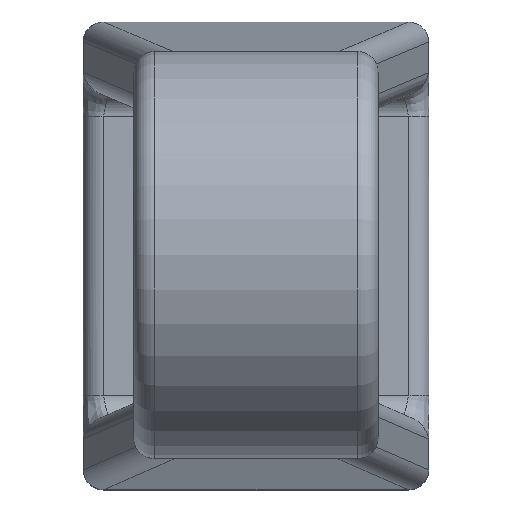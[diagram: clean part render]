
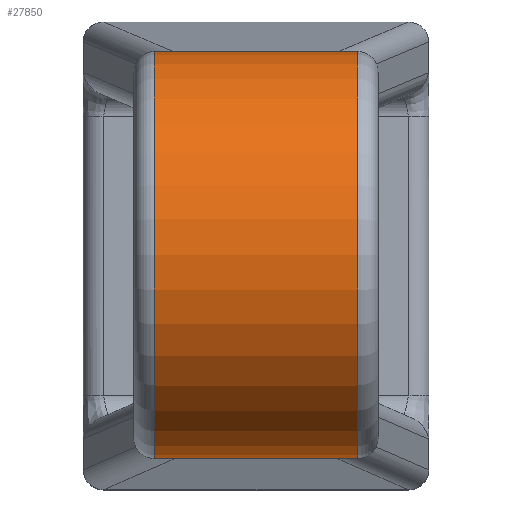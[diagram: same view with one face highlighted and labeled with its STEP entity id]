
A CAD part, top view. The second image highlights one B-rep face of the part: STEP entity #27850.
In plain terms, the highlighted cylindrical face has radius 20 mm (diameter 40 mm), a partial arc.
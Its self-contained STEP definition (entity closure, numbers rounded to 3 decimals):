
#470=CARTESIAN_POINT('',(20.,0.,10.));
#480=VERTEX_POINT('',#470);
#510=CARTESIAN_POINT('',(0.,0.,10.));
#520=DIRECTION('',(0.,0.,1.));
#530=DIRECTION('',(1.,0.,0.));
#540=AXIS2_PLACEMENT_3D('',#510,#520,#530);
#550=CIRCLE('',#540,20.);
#560=CARTESIAN_POINT('',(-20.,0.,10.));
#570=VERTEX_POINT('',#560);
#26210=EDGE_CURVE('',#480,#570,#550,.T.);
#26320=CARTESIAN_POINT('',(20.,0.,0.));
#26330=DIRECTION('',(0.,0.,1.));
#26340=VECTOR('',#26330,1.);
#26350=LINE('',#26320,#26340);
#26360=CARTESIAN_POINT('',(20.,0.,-10.));
#26370=VERTEX_POINT('',#26360);
#26380=EDGE_CURVE('',#26370,#480,#26350,.T.);
#26400=CARTESIAN_POINT('',(0.,0.,-10.));
#26410=DIRECTION('',(0.,0.,1.));
#26420=DIRECTION('',(1.,0.,0.));
#26430=AXIS2_PLACEMENT_3D('',#26400,#26410,#26420);
#26440=CIRCLE('',#26430,20.);
#26450=CARTESIAN_POINT('',(-20.,0.,-10.));
#26460=VERTEX_POINT('',#26450);
#26490=CARTESIAN_POINT('',(-20.,0.,0.));
#26500=DIRECTION('',(0.,0.,1.));
#26510=VECTOR('',#26500,1.);
#26520=LINE('',#26490,#26510);
#26530=EDGE_CURVE('',#26460,#570,#26520,.T.);
#27730=CARTESIAN_POINT('',(0.,0.,0.));
#27740=DIRECTION('',(0.,0.,1.));
#27750=DIRECTION('',(1.,0.,0.));
#27760=AXIS2_PLACEMENT_3D('',#27730,#27740,#27750);
#27770=CYLINDRICAL_SURFACE('',#27760,20.);
#27780=ORIENTED_EDGE('',*,*,#26210,.F.);
#27790=ORIENTED_EDGE('',*,*,#26530,.T.);
#27800=EDGE_CURVE('',#26370,#26460,#26440,.T.);
#27810=ORIENTED_EDGE('',*,*,#27800,.T.);
#27820=ORIENTED_EDGE('',*,*,#26380,.F.);
#27830=EDGE_LOOP('',(#27820,#27810,#27790,#27780));
#27840=FACE_OUTER_BOUND('',#27830,.T.);
#27850=ADVANCED_FACE('',(#27840),#27770,.T.);
